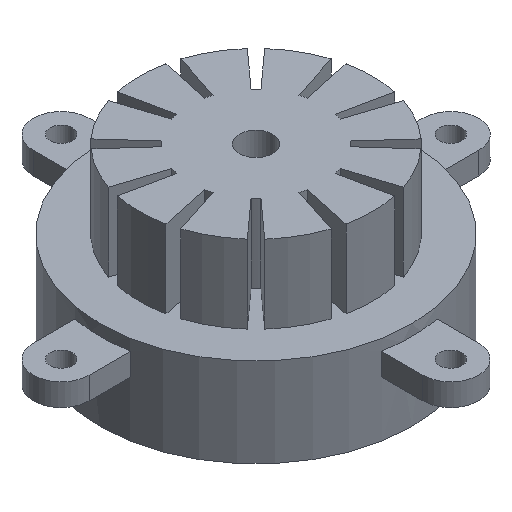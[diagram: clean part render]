
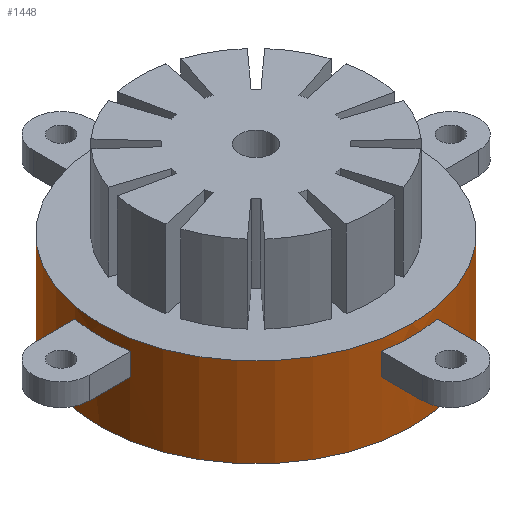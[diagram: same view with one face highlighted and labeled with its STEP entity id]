
A CAD part, isometric view. The second image highlights one B-rep face of the part: STEP entity #1448.
In plain terms, the highlighted cylindrical face has radius 14 mm (diameter 28 mm), a full revolution.
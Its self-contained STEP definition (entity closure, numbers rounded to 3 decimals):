
#48=CYLINDRICAL_SURFACE('',#1602,14.);
#63=FACE_BOUND('',#237,.T.);
#64=FACE_BOUND('',#238,.T.);
#65=FACE_BOUND('',#239,.T.);
#66=FACE_BOUND('',#240,.T.);
#67=FACE_BOUND('',#241,.T.);
#144=FACE_OUTER_BOUND('',#236,.T.);
#236=EDGE_LOOP('',(#1261));
#237=EDGE_LOOP('',(#1262,#1263,#1264,#1265));
#238=EDGE_LOOP('',(#1266,#1267,#1268,#1269));
#239=EDGE_LOOP('',(#1270,#1271,#1272,#1273));
#240=EDGE_LOOP('',(#1274,#1275,#1276,#1277));
#241=EDGE_LOOP('',(#1278));
#292=CIRCLE('',#1546,14.);
#293=CIRCLE('',#1548,14.);
#298=CIRCLE('',#1558,14.);
#299=CIRCLE('',#1560,14.);
#304=CIRCLE('',#1570,14.);
#305=CIRCLE('',#1572,14.);
#310=CIRCLE('',#1582,14.);
#311=CIRCLE('',#1584,14.);
#319=CIRCLE('',#1603,14.);
#320=CIRCLE('',#1604,14.);
#416=LINE('',#2335,#544);
#420=LINE('',#2342,#548);
#424=LINE('',#2365,#552);
#428=LINE('',#2372,#556);
#432=LINE('',#2395,#560);
#436=LINE('',#2402,#564);
#440=LINE('',#2425,#568);
#444=LINE('',#2432,#572);
#544=VECTOR('',#1886,2.);
#548=VECTOR('',#1892,2.);
#552=VECTOR('',#1918,2.);
#556=VECTOR('',#1924,2.);
#560=VECTOR('',#1950,2.);
#564=VECTOR('',#1956,2.);
#568=VECTOR('',#1982,2.);
#572=VECTOR('',#1988,2.);
#678=VERTEX_POINT('',#2332);
#679=VERTEX_POINT('',#2334);
#680=VERTEX_POINT('',#2338);
#681=VERTEX_POINT('',#2340);
#688=VERTEX_POINT('',#2362);
#689=VERTEX_POINT('',#2364);
#690=VERTEX_POINT('',#2368);
#691=VERTEX_POINT('',#2370);
#698=VERTEX_POINT('',#2392);
#699=VERTEX_POINT('',#2394);
#700=VERTEX_POINT('',#2398);
#701=VERTEX_POINT('',#2400);
#708=VERTEX_POINT('',#2422);
#709=VERTEX_POINT('',#2424);
#710=VERTEX_POINT('',#2428);
#711=VERTEX_POINT('',#2430);
#715=VERTEX_POINT('',#2462);
#716=VERTEX_POINT('',#2464);
#859=EDGE_CURVE('',#679,#678,#416,.T.);
#863=EDGE_CURVE('',#680,#681,#420,.T.);
#864=EDGE_CURVE('',#678,#680,#292,.T.);
#865=EDGE_CURVE('',#681,#679,#293,.T.);
#873=EDGE_CURVE('',#689,#688,#424,.T.);
#877=EDGE_CURVE('',#690,#691,#428,.T.);
#878=EDGE_CURVE('',#688,#690,#298,.T.);
#879=EDGE_CURVE('',#691,#689,#299,.T.);
#887=EDGE_CURVE('',#699,#698,#432,.T.);
#891=EDGE_CURVE('',#700,#701,#436,.T.);
#892=EDGE_CURVE('',#698,#700,#304,.T.);
#893=EDGE_CURVE('',#701,#699,#305,.T.);
#901=EDGE_CURVE('',#709,#708,#440,.T.);
#905=EDGE_CURVE('',#710,#711,#444,.T.);
#906=EDGE_CURVE('',#708,#710,#310,.T.);
#907=EDGE_CURVE('',#711,#709,#311,.T.);
#919=EDGE_CURVE('',#715,#715,#319,.T.);
#920=EDGE_CURVE('',#716,#716,#320,.T.);
#1261=ORIENTED_EDGE('',*,*,#919,.F.);
#1262=ORIENTED_EDGE('',*,*,#863,.T.);
#1263=ORIENTED_EDGE('',*,*,#865,.T.);
#1264=ORIENTED_EDGE('',*,*,#859,.T.);
#1265=ORIENTED_EDGE('',*,*,#864,.T.);
#1266=ORIENTED_EDGE('',*,*,#877,.T.);
#1267=ORIENTED_EDGE('',*,*,#879,.T.);
#1268=ORIENTED_EDGE('',*,*,#873,.T.);
#1269=ORIENTED_EDGE('',*,*,#878,.T.);
#1270=ORIENTED_EDGE('',*,*,#891,.T.);
#1271=ORIENTED_EDGE('',*,*,#893,.T.);
#1272=ORIENTED_EDGE('',*,*,#887,.T.);
#1273=ORIENTED_EDGE('',*,*,#892,.T.);
#1274=ORIENTED_EDGE('',*,*,#905,.T.);
#1275=ORIENTED_EDGE('',*,*,#907,.T.);
#1276=ORIENTED_EDGE('',*,*,#901,.T.);
#1277=ORIENTED_EDGE('',*,*,#906,.T.);
#1278=ORIENTED_EDGE('',*,*,#920,.F.);
#1448=ADVANCED_FACE('',(#144,#63,#64,#65,#66,#67),#48,.T.);
#1546=AXIS2_PLACEMENT_3D('',#2344,#1895,#1896);
#1548=AXIS2_PLACEMENT_3D('',#2346,#1899,#1900);
#1558=AXIS2_PLACEMENT_3D('',#2374,#1927,#1928);
#1560=AXIS2_PLACEMENT_3D('',#2376,#1931,#1932);
#1570=AXIS2_PLACEMENT_3D('',#2404,#1959,#1960);
#1572=AXIS2_PLACEMENT_3D('',#2406,#1963,#1964);
#1582=AXIS2_PLACEMENT_3D('',#2434,#1991,#1992);
#1584=AXIS2_PLACEMENT_3D('',#2436,#1995,#1996);
#1602=AXIS2_PLACEMENT_3D('',#2461,#2035,#2036);
#1603=AXIS2_PLACEMENT_3D('',#2463,#2037,#2038);
#1604=AXIS2_PLACEMENT_3D('',#2465,#2039,#2040);
#1886=DIRECTION('',(0.,0.,1.));
#1892=DIRECTION('',(0.,0.,-1.));
#1895=DIRECTION('center_axis',(0.,0.,1.));
#1896=DIRECTION('ref_axis',(-1.,0.,0.));
#1899=DIRECTION('center_axis',(0.,0.,-1.));
#1900=DIRECTION('ref_axis',(-1.,0.,0.));
#1918=DIRECTION('',(0.,0.,1.));
#1924=DIRECTION('',(0.,0.,-1.));
#1927=DIRECTION('center_axis',(0.,0.,1.));
#1928=DIRECTION('ref_axis',(-1.,0.,0.));
#1931=DIRECTION('center_axis',(0.,0.,-1.));
#1932=DIRECTION('ref_axis',(-1.,0.,0.));
#1950=DIRECTION('',(0.,0.,1.));
#1956=DIRECTION('',(0.,0.,-1.));
#1959=DIRECTION('center_axis',(0.,0.,1.));
#1960=DIRECTION('ref_axis',(-1.,0.,0.));
#1963=DIRECTION('center_axis',(0.,0.,-1.));
#1964=DIRECTION('ref_axis',(-1.,0.,0.));
#1982=DIRECTION('',(0.,0.,1.));
#1988=DIRECTION('',(0.,0.,-1.));
#1991=DIRECTION('center_axis',(0.,0.,1.));
#1992=DIRECTION('ref_axis',(-1.,0.,0.));
#1995=DIRECTION('center_axis',(0.,0.,-1.));
#1996=DIRECTION('ref_axis',(-1.,0.,0.));
#2035=DIRECTION('center_axis',(0.,0.,1.));
#2036=DIRECTION('ref_axis',(-1.,0.,0.));
#2037=DIRECTION('center_axis',(0.,0.,1.));
#2038=DIRECTION('ref_axis',(-1.,0.,0.));
#2039=DIRECTION('center_axis',(0.,0.,-1.));
#2040=DIRECTION('ref_axis',(-1.,0.,0.));
#2332=CARTESIAN_POINT('',(-13.775,2.5,7.));
#2334=CARTESIAN_POINT('',(-13.775,2.5,5.));
#2335=CARTESIAN_POINT('',(-13.775,2.5,0.));
#2338=CARTESIAN_POINT('',(-13.775,-2.5,7.));
#2340=CARTESIAN_POINT('',(-13.775,-2.5,5.));
#2342=CARTESIAN_POINT('',(-13.775,-2.5,0.));
#2344=CARTESIAN_POINT('Origin',(0.,0.,7.));
#2346=CARTESIAN_POINT('Origin',(0.,0.,5.));
#2362=CARTESIAN_POINT('',(13.775,-2.5,7.));
#2364=CARTESIAN_POINT('',(13.775,-2.5,5.));
#2365=CARTESIAN_POINT('',(13.775,-2.5,0.));
#2368=CARTESIAN_POINT('',(13.775,2.5,7.));
#2370=CARTESIAN_POINT('',(13.775,2.5,5.));
#2372=CARTESIAN_POINT('',(13.775,2.5,0.));
#2374=CARTESIAN_POINT('Origin',(0.,0.,7.));
#2376=CARTESIAN_POINT('Origin',(0.,0.,5.));
#2392=CARTESIAN_POINT('',(2.5,13.775,7.));
#2394=CARTESIAN_POINT('',(2.5,13.775,5.));
#2395=CARTESIAN_POINT('',(2.5,13.775,0.));
#2398=CARTESIAN_POINT('',(-2.5,13.775,7.));
#2400=CARTESIAN_POINT('',(-2.5,13.775,5.));
#2402=CARTESIAN_POINT('',(-2.5,13.775,0.));
#2404=CARTESIAN_POINT('Origin',(0.,0.,7.));
#2406=CARTESIAN_POINT('Origin',(0.,0.,5.));
#2422=CARTESIAN_POINT('',(-2.5,-13.775,7.));
#2424=CARTESIAN_POINT('',(-2.5,-13.775,5.));
#2425=CARTESIAN_POINT('',(-2.5,-13.775,0.));
#2428=CARTESIAN_POINT('',(2.5,-13.775,7.));
#2430=CARTESIAN_POINT('',(2.5,-13.775,5.));
#2432=CARTESIAN_POINT('',(2.5,-13.775,0.));
#2434=CARTESIAN_POINT('Origin',(0.,0.,7.));
#2436=CARTESIAN_POINT('Origin',(0.,0.,5.));
#2461=CARTESIAN_POINT('Origin',(0.,0.,0.));
#2462=CARTESIAN_POINT('',(14.,0.,8.));
#2463=CARTESIAN_POINT('Origin',(0.,0.,8.));
#2464=CARTESIAN_POINT('',(14.,0.,0.));
#2465=CARTESIAN_POINT('Origin',(0.,0.,0.));
